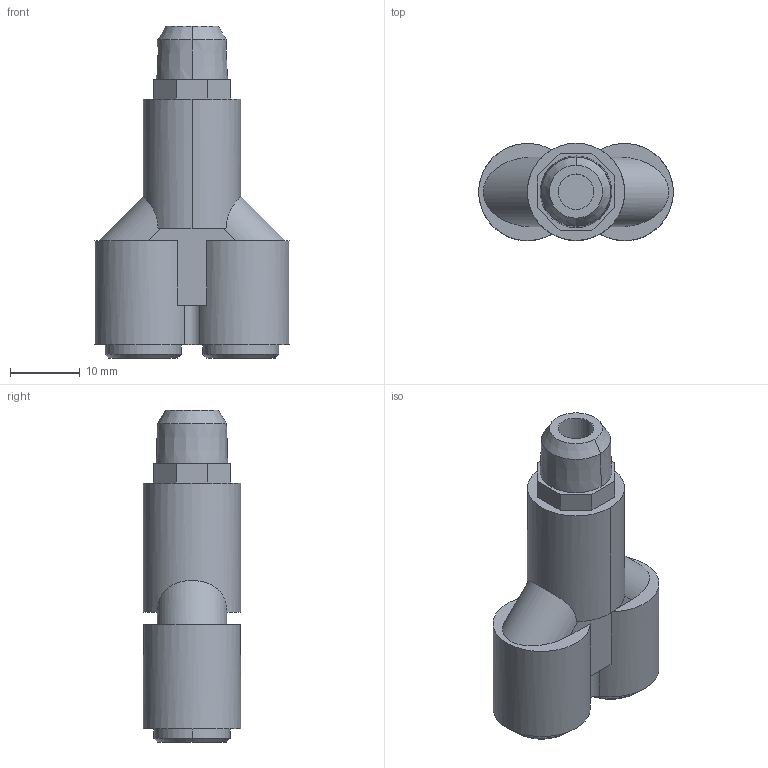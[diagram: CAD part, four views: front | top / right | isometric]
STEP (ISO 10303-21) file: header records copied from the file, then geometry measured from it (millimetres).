
FILE_DESCRIPTION((''),'2;1');
FILE_NAME('ILCP3012000','2014-08-29T',('kr'),(''),'PRO/ENGINEER BY PARAMETRIC TECHNOLOGY CORPORATION, 2013320','PRO/ENGINEER BY PARAMETRIC TECHNOLOGY CORPORATION, 2013320','');
FILE_SCHEMA(('CONFIG_CONTROL_DESIGN'));
Length unit declared in the file: inch
Products named in the file (1): ILCP3012000
Bounding box: 27.94 x 13.97 x 47.7 mm (x, y, z)
Volume: 7418.2 mm3; surface area: 4247.6 mm2
Topology: 1 solids, 1 shells, 51 faces, 120 edges, 78 vertices
Faces by surface type: plane 25, cylinder 18, cone 8
Entity records: 1594 total; most frequent: CARTESIAN_POINT 345, DIRECTION 262, ORIENTED_EDGE 240, EDGE_CURVE 120, AXIS2_PLACEMENT_3D 99, VERTEX_POINT 78, VECTOR 64, LINE 64
